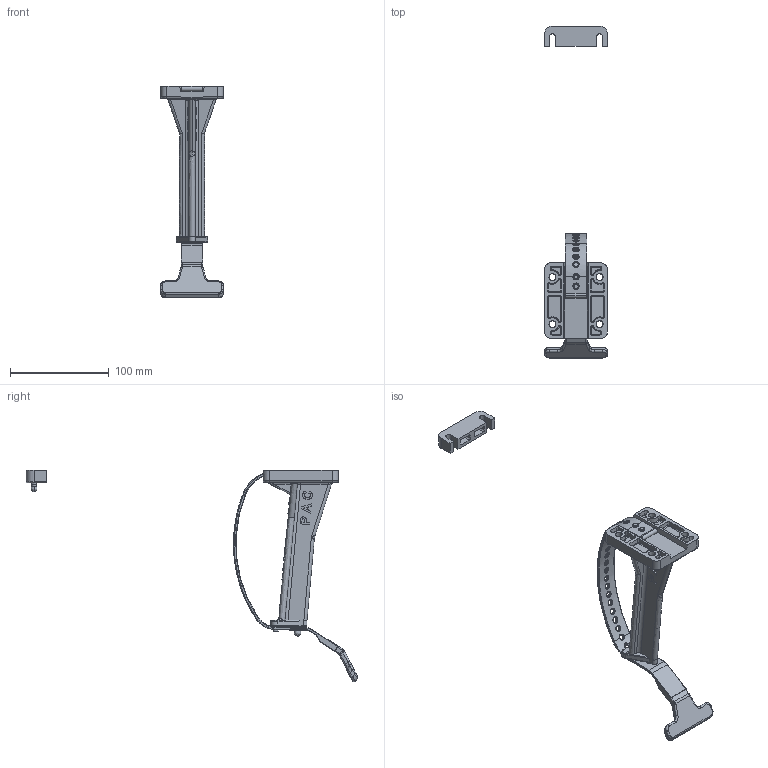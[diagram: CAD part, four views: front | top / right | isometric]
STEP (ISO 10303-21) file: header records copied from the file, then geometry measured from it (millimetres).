
FILE_DESCRIPTION (( 'STEP AP214' ), '1' );
FILE_NAME ('1021.STEP', '2016-05-09T18:01:50', ( 'jgonzalez' ), ( '' ), 'SwSTEP 2.0', 'SolidWorks 2014', '' );
FILE_SCHEMA (( 'AUTOMOTIVE_DESIGN' ));
Length unit declared in the file: inch
Products named in the file (5): 4016-202; Hose Strap- long_yellow; 4016-3; 1021P; 1021
Assembly tree (4 placements, depth 2):
  1021
    1021P
    4016-3
    Hose Strap- long_yellow
    4016-202
Bounding box: 63.5 x 335.55 x 214.23 mm (x, y, z)
Volume: 131721.1 mm3; surface area: 57854.3 mm2
Topology: 4 solids, 4 shells, 1091 faces, 2744 edges, 1624 vertices
Faces by surface type: cylinder 357, bspline 322, plane 322, cone 52, torus 38
Entity records: 55243 total; most frequent: CARTESIAN_POINT 31492, ORIENTED_EDGE 5372, DIRECTION 3923, EDGE_CURVE 2686, VERTEX_POINT 1624, AXIS2_PLACEMENT_3D 1352, LINE 1219, VECTOR 1219
